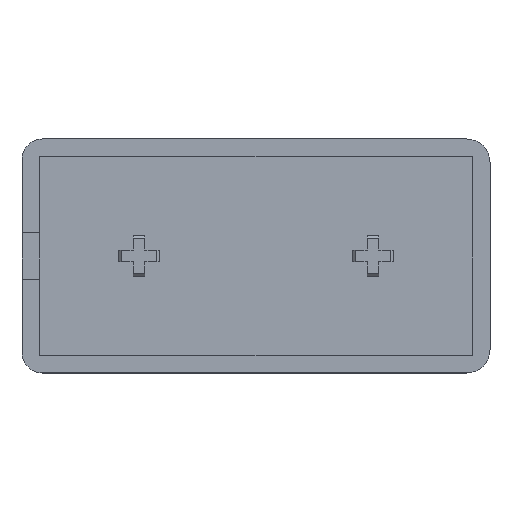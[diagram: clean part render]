
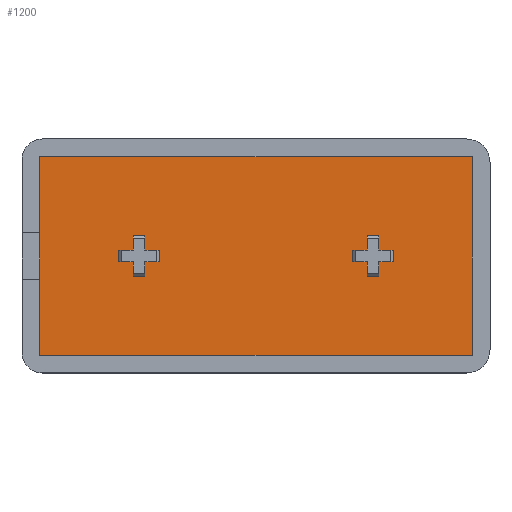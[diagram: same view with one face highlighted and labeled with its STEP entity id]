
A CAD part, top view. The second image highlights one B-rep face of the part: STEP entity #1200.
In plain terms, the highlighted planar face has unit normal (0, 0, 1).
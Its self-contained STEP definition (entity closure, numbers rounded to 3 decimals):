
#122=CARTESIAN_POINT('',(1.,-1.,3.0));
#123=VERTEX_POINT('',#122);
#130=CARTESIAN_POINT('',(3.5,-1.,3.0));
#131=VERTEX_POINT('',#130);
#132=CARTESIAN_POINT('',(3.5,-1.,3.0));
#133=DIRECTION('',(-1.0,0.0,0.0));
#134=VECTOR('',#133,2.5);
#135=LINE('',#132,#134);
#136=EDGE_CURVE('',#131,#123,#135,.T.);
#273=CARTESIAN_POINT('',(-1.,-1.,3.0));
#274=VERTEX_POINT('',#273);
#281=CARTESIAN_POINT('',(-1.,-3.5,3.0));
#282=VERTEX_POINT('',#281);
#283=CARTESIAN_POINT('',(-1.,-3.5,3.0));
#284=DIRECTION('',(0.0,1.0,0.0));
#285=VECTOR('',#284,2.5);
#286=LINE('',#283,#285);
#287=EDGE_CURVE('',#282,#274,#286,.T.);
#336=CARTESIAN_POINT('',(-1.,1.,3.0));
#337=VERTEX_POINT('',#336);
#344=CARTESIAN_POINT('',(-3.5,1.,3.0));
#345=VERTEX_POINT('',#344);
#346=CARTESIAN_POINT('',(-3.5,1.,3.0));
#347=DIRECTION('',(1.0,0.0,0.0));
#348=VECTOR('',#347,2.5);
#349=LINE('',#346,#348);
#350=EDGE_CURVE('',#345,#337,#349,.T.);
#399=CARTESIAN_POINT('',(1.,1.,3.0));
#400=VERTEX_POINT('',#399);
#407=CARTESIAN_POINT('',(1.,3.5,3.0));
#408=VERTEX_POINT('',#407);
#409=CARTESIAN_POINT('',(1.,3.5,3.0));
#410=DIRECTION('',(0.0,-1.0,0.0));
#411=VECTOR('',#410,2.5);
#412=LINE('',#409,#411);
#413=EDGE_CURVE('',#408,#400,#412,.T.);
#478=CARTESIAN_POINT('',(39.,1.,3.0));
#479=VERTEX_POINT('',#478);
#486=CARTESIAN_POINT('',(36.5,1.,3.0));
#487=VERTEX_POINT('',#486);
#488=CARTESIAN_POINT('',(36.5,1.,3.0));
#489=DIRECTION('',(1.0,0.0,0.0));
#490=VECTOR('',#489,2.5);
#491=LINE('',#488,#490);
#492=EDGE_CURVE('',#487,#479,#491,.T.);
#629=CARTESIAN_POINT('',(41.0,-1.,3.0));
#630=VERTEX_POINT('',#629);
#637=CARTESIAN_POINT('',(43.5,-1.,3.0));
#638=VERTEX_POINT('',#637);
#639=CARTESIAN_POINT('',(43.5,-1.,3.0));
#640=DIRECTION('',(-1.0,0.0,0.0));
#641=VECTOR('',#640,2.5);
#642=LINE('',#639,#641);
#643=EDGE_CURVE('',#638,#630,#642,.T.);
#692=CARTESIAN_POINT('',(41.0,1.,3.0));
#693=VERTEX_POINT('',#692);
#700=CARTESIAN_POINT('',(41.0,3.5,3.0));
#701=VERTEX_POINT('',#700);
#702=CARTESIAN_POINT('',(41.0,3.5,3.0));
#703=DIRECTION('',(0.0,-1.0,0.0));
#704=VECTOR('',#703,2.5);
#705=LINE('',#702,#704);
#706=EDGE_CURVE('',#701,#693,#705,.T.);
#755=CARTESIAN_POINT('',(39.,-1.,3.0));
#756=VERTEX_POINT('',#755);
#763=CARTESIAN_POINT('',(39.,-3.5,3.0));
#764=VERTEX_POINT('',#763);
#765=CARTESIAN_POINT('',(39.,-3.5,3.0));
#766=DIRECTION('',(0.0,1.0,0.0));
#767=VECTOR('',#766,2.5);
#768=LINE('',#765,#767);
#769=EDGE_CURVE('',#764,#756,#768,.T.);
#786=CARTESIAN_POINT('',(36.5,-1.,3.0));
#787=VERTEX_POINT('',#786);
#794=CARTESIAN_POINT('',(39.0,-1.,3.0));
#795=DIRECTION('',(-1.0,0.0,0.0));
#796=VECTOR('',#795,2.5);
#797=LINE('',#794,#796);
#798=EDGE_CURVE('',#756,#787,#797,.T.);
#812=CARTESIAN_POINT('',(43.5,1.,3.0));
#813=VERTEX_POINT('',#812);
#814=CARTESIAN_POINT('',(43.5,1.0,3.0));
#815=DIRECTION('',(0.0,-1.0,0.0));
#816=VECTOR('',#815,2.);
#817=LINE('',#814,#816);
#818=EDGE_CURVE('',#813,#638,#817,.T.);
#836=CARTESIAN_POINT('',(36.5,-1.0,3.0));
#837=DIRECTION('',(0.0,1.0,0.0));
#838=VECTOR('',#837,2.);
#839=LINE('',#836,#838);
#840=EDGE_CURVE('',#787,#487,#839,.T.);
#853=CARTESIAN_POINT('',(41.0,1.,3.0));
#854=DIRECTION('',(1.0,0.0,0.0));
#855=VECTOR('',#854,2.5);
#856=LINE('',#853,#855);
#857=EDGE_CURVE('',#693,#813,#856,.T.);
#870=CARTESIAN_POINT('',(39.,3.5,3.0));
#871=VERTEX_POINT('',#870);
#878=CARTESIAN_POINT('',(39.,1.,3.0));
#879=DIRECTION('',(0.0,1.0,0.0));
#880=VECTOR('',#879,2.5);
#881=LINE('',#878,#880);
#882=EDGE_CURVE('',#479,#871,#881,.T.);
#895=CARTESIAN_POINT('',(41.0,-3.5,3.0));
#896=VERTEX_POINT('',#895);
#903=CARTESIAN_POINT('',(41.0,-1.,3.0));
#904=DIRECTION('',(0.0,-1.0,0.0));
#905=VECTOR('',#904,2.5);
#906=LINE('',#903,#905);
#907=EDGE_CURVE('',#630,#896,#906,.T.);
#921=CARTESIAN_POINT('',(41.0,-3.5,3.0));
#922=DIRECTION('',(-1.0,0.0,0.0));
#923=VECTOR('',#922,2.0);
#924=LINE('',#921,#923);
#925=EDGE_CURVE('',#896,#764,#924,.T.);
#938=CARTESIAN_POINT('',(39.,3.5,3.0));
#939=DIRECTION('',(1.0,0.0,0.0));
#940=VECTOR('',#939,2.);
#941=LINE('',#938,#940);
#942=EDGE_CURVE('',#871,#701,#941,.T.);
#953=CARTESIAN_POINT('',(57.0,-17.0,3.0));
#954=VERTEX_POINT('',#953);
#955=CARTESIAN_POINT('',(57.0,17.0,3.0));
#956=VERTEX_POINT('',#955);
#957=CARTESIAN_POINT('',(57.0,-17.0,3.0));
#958=DIRECTION('',(0.0,1.0,0.0));
#959=VECTOR('',#958,34.0);
#960=LINE('',#957,#959);
#961=EDGE_CURVE('',#954,#956,#960,.T.);
#1094=CARTESIAN_POINT('',(-17.0,-17.0,3.0));
#1095=DIRECTION('',(0.0,0.0,1.0));
#1096=DIRECTION('',(1.0,0.0,0.0));
#1097=AXIS2_PLACEMENT_3D('',#1094,#1095,#1096);
#1098=PLANE('',#1097);
#1099=CARTESIAN_POINT('',(-17.0,-17.0,3.0));
#1100=VERTEX_POINT('',#1099);
#1101=CARTESIAN_POINT('',(-17.,-17.0,3.0));
#1102=DIRECTION('',(1.0,0.0,0.0));
#1103=VECTOR('',#1102,74.0);
#1104=LINE('',#1101,#1103);
#1105=EDGE_CURVE('',#1100,#954,#1104,.T.);
#1106=ORIENTED_EDGE('',*,*,#1105,.T.);
#1107=ORIENTED_EDGE('',*,*,#961,.T.);
#1108=CARTESIAN_POINT('',(-17.0,17.0,3.0));
#1109=VERTEX_POINT('',#1108);
#1110=CARTESIAN_POINT('',(57.,17.0,3.0));
#1111=DIRECTION('',(-1.0,0.0,0.0));
#1112=VECTOR('',#1111,74.);
#1113=LINE('',#1110,#1112);
#1114=EDGE_CURVE('',#956,#1109,#1113,.T.);
#1115=ORIENTED_EDGE('',*,*,#1114,.T.);
#1116=CARTESIAN_POINT('',(-17.0,17.0,3.0));
#1117=DIRECTION('',(0.0,-1.0,0.0));
#1118=VECTOR('',#1117,34.0);
#1119=LINE('',#1116,#1118);
#1120=EDGE_CURVE('',#1109,#1100,#1119,.T.);
#1121=ORIENTED_EDGE('',*,*,#1120,.T.);
#1122=EDGE_LOOP('',(#1106,#1107,#1115,#1121));
#1123=FACE_OUTER_BOUND('',#1122,.T.);
#1124=ORIENTED_EDGE('',*,*,#492,.T.);
#1125=ORIENTED_EDGE('',*,*,#882,.T.);
#1126=ORIENTED_EDGE('',*,*,#942,.T.);
#1127=ORIENTED_EDGE('',*,*,#706,.T.);
#1128=ORIENTED_EDGE('',*,*,#857,.T.);
#1129=ORIENTED_EDGE('',*,*,#818,.T.);
#1130=ORIENTED_EDGE('',*,*,#643,.T.);
#1131=ORIENTED_EDGE('',*,*,#907,.T.);
#1132=ORIENTED_EDGE('',*,*,#925,.T.);
#1133=ORIENTED_EDGE('',*,*,#769,.T.);
#1134=ORIENTED_EDGE('',*,*,#798,.T.);
#1135=ORIENTED_EDGE('',*,*,#840,.T.);
#1136=EDGE_LOOP('',(#1124,#1125,#1126,#1127,#1128,#1129,#1130,#1131,#1132,#1133,#1134,#1135));
#1137=FACE_BOUND('',#1136,.T.);
#1138=ORIENTED_EDGE('',*,*,#350,.T.);
#1139=CARTESIAN_POINT('',(-1.,3.5,3.0));
#1140=VERTEX_POINT('',#1139);
#1141=CARTESIAN_POINT('',(-1.,1.,3.0));
#1142=DIRECTION('',(0.0,1.0,0.0));
#1143=VECTOR('',#1142,2.5);
#1144=LINE('',#1141,#1143);
#1145=EDGE_CURVE('',#337,#1140,#1144,.T.);
#1146=ORIENTED_EDGE('',*,*,#1145,.T.);
#1147=CARTESIAN_POINT('',(-1.0,3.5,3.0));
#1148=DIRECTION('',(1.0,0.0,0.0));
#1149=VECTOR('',#1148,2.);
#1150=LINE('',#1147,#1149);
#1151=EDGE_CURVE('',#1140,#408,#1150,.T.);
#1152=ORIENTED_EDGE('',*,*,#1151,.T.);
#1153=ORIENTED_EDGE('',*,*,#413,.T.);
#1154=CARTESIAN_POINT('',(3.5,1.,3.0));
#1155=VERTEX_POINT('',#1154);
#1156=CARTESIAN_POINT('',(1.,1.,3.0));
#1157=DIRECTION('',(1.0,0.0,0.0));
#1158=VECTOR('',#1157,2.5);
#1159=LINE('',#1156,#1158);
#1160=EDGE_CURVE('',#400,#1155,#1159,.T.);
#1161=ORIENTED_EDGE('',*,*,#1160,.T.);
#1162=CARTESIAN_POINT('',(3.5,1.0,3.0));
#1163=DIRECTION('',(0.0,-1.0,0.0));
#1164=VECTOR('',#1163,2.);
#1165=LINE('',#1162,#1164);
#1166=EDGE_CURVE('',#1155,#131,#1165,.T.);
#1167=ORIENTED_EDGE('',*,*,#1166,.T.);
#1168=ORIENTED_EDGE('',*,*,#136,.T.);
#1169=CARTESIAN_POINT('',(1.,-3.5,3.0));
#1170=VERTEX_POINT('',#1169);
#1171=CARTESIAN_POINT('',(1.,-1.,3.0));
#1172=DIRECTION('',(0.0,-1.0,0.0));
#1173=VECTOR('',#1172,2.5);
#1174=LINE('',#1171,#1173);
#1175=EDGE_CURVE('',#123,#1170,#1174,.T.);
#1176=ORIENTED_EDGE('',*,*,#1175,.T.);
#1177=CARTESIAN_POINT('',(1.0,-3.5,3.0));
#1178=DIRECTION('',(-1.0,0.0,0.0));
#1179=VECTOR('',#1178,2.);
#1180=LINE('',#1177,#1179);
#1181=EDGE_CURVE('',#1170,#282,#1180,.T.);
#1182=ORIENTED_EDGE('',*,*,#1181,.T.);
#1183=ORIENTED_EDGE('',*,*,#287,.T.);
#1184=CARTESIAN_POINT('',(-3.5,-1.,3.0));
#1185=VERTEX_POINT('',#1184);
#1186=CARTESIAN_POINT('',(-1.,-1.,3.0));
#1187=DIRECTION('',(-1.0,0.0,0.0));
#1188=VECTOR('',#1187,2.5);
#1189=LINE('',#1186,#1188);
#1190=EDGE_CURVE('',#274,#1185,#1189,.T.);
#1191=ORIENTED_EDGE('',*,*,#1190,.T.);
#1192=CARTESIAN_POINT('',(-3.5,-1.0,3.0));
#1193=DIRECTION('',(0.0,1.0,0.0));
#1194=VECTOR('',#1193,2.);
#1195=LINE('',#1192,#1194);
#1196=EDGE_CURVE('',#1185,#345,#1195,.T.);
#1197=ORIENTED_EDGE('',*,*,#1196,.T.);
#1198=EDGE_LOOP('',(#1138,#1146,#1152,#1153,#1161,#1167,#1168,#1176,#1182,#1183,#1191,#1197));
#1199=FACE_BOUND('',#1198,.T.);
#1200=ADVANCED_FACE('',(#1123,#1137,#1199),#1098,.T.);
